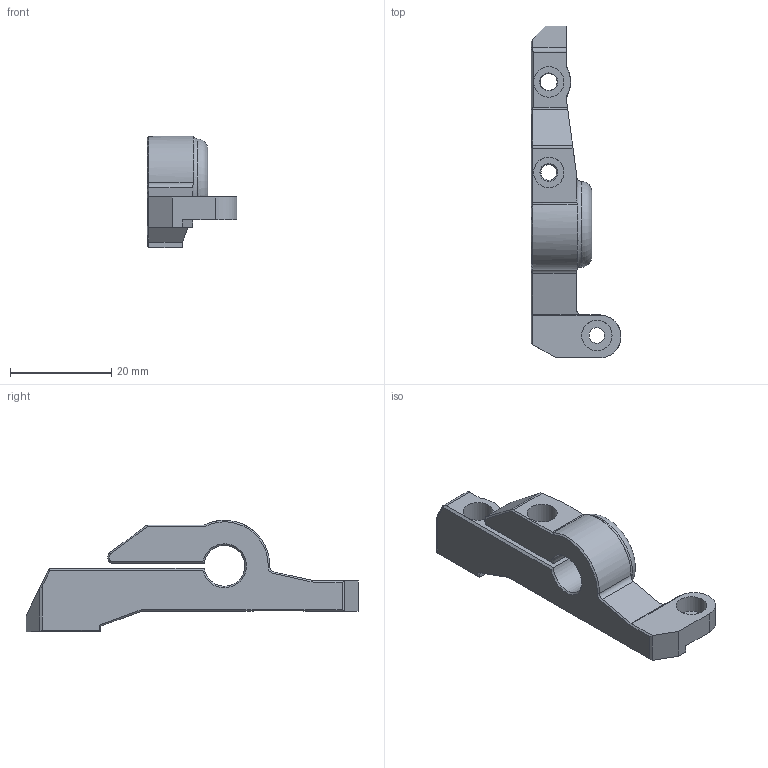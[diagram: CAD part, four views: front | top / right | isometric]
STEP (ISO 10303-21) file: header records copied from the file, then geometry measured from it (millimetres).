
FILE_DESCRIPTION(/* description */ (''),/* implementation_level */ '2;1');
FILE_NAME(/* name */ 'MINI-minda-holder.stp',/* time_stamp */ '2020-01-22T16:19:51+01:00',/* author */ ('Robert Turinsky'),/* organization */ (''),/* preprocessor_version */ 'ST-DEVELOPER v17.2',/* originating_system */ 'Autodesk Inventor 2019',/* authorisation */ '');
FILE_SCHEMA (('AUTOMOTIVE_DESIGN { 1 0 10303 214 3 1 1 }'));
Length unit declared in the file: millimetre
Products named in the file (1): minda-holder-3
Bounding box: 17.75 x 65.5 x 21.97 mm (x, y, z)
Volume: 5802.6 mm3; surface area: 4085.5 mm2
Topology: 1 solids, 1 shells, 165 faces, 433 edges, 277 vertices
Faces by surface type: plane 81, bspline 31, cylinder 31, cone 14, torus 8
Full cylindrical faces by diameter (mm): 3.1 x3, 3.302 x1, 6 x3
Entity records: 5659 total; most frequent: CARTESIAN_POINT 1706, ORIENTED_EDGE 866, DIRECTION 725, EDGE_CURVE 433, VERTEX_POINT 277, LINE 255, VECTOR 255, AXIS2_PLACEMENT_3D 235
